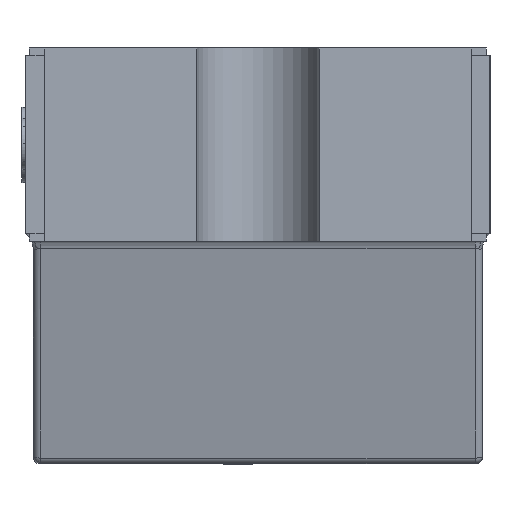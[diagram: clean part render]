
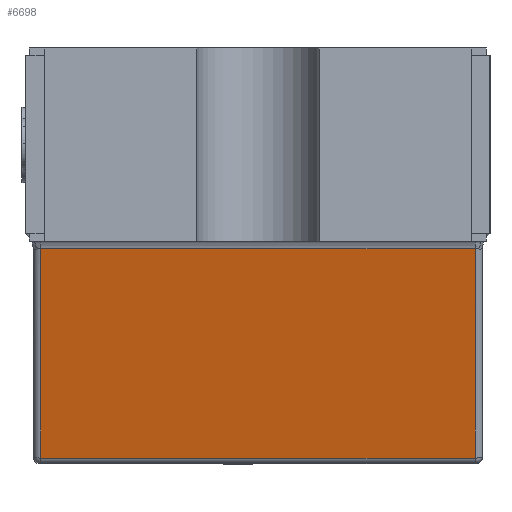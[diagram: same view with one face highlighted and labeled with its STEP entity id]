
A CAD part, left-side view. The second image highlights one B-rep face of the part: STEP entity #6698.
In plain terms, the highlighted planar face has unit normal (-0.98, 0, -0.202).
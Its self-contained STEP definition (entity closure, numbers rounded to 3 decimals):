
#413=PLANE('',#7109);
#635=FACE_OUTER_BOUND('',#1015,.T.);
#1015=EDGE_LOOP('',(#4731,#4732,#4733,#4734));
#1565=LINE('',#9774,#2269);
#1566=LINE('',#9776,#2270);
#1567=LINE('',#9778,#2271);
#1568=LINE('',#9779,#2272);
#2269=VECTOR('',#7709,1000.);
#2270=VECTOR('',#7710,1000.);
#2271=VECTOR('',#7711,1000.);
#2272=VECTOR('',#7712,1000.);
#3091=VERTEX_POINT('',#9772);
#3092=VERTEX_POINT('',#9773);
#3093=VERTEX_POINT('',#9775);
#3094=VERTEX_POINT('',#9777);
#3741=EDGE_CURVE('',#3091,#3092,#1565,.T.);
#3742=EDGE_CURVE('',#3092,#3093,#1566,.T.);
#3743=EDGE_CURVE('',#3093,#3094,#1567,.T.);
#3744=EDGE_CURVE('',#3094,#3091,#1568,.T.);
#4731=ORIENTED_EDGE('',*,*,#3741,.T.);
#4732=ORIENTED_EDGE('',*,*,#3742,.T.);
#4733=ORIENTED_EDGE('',*,*,#3743,.T.);
#4734=ORIENTED_EDGE('',*,*,#3744,.T.);
#6698=ADVANCED_FACE('',(#635),#413,.T.);
#7109=AXIS2_PLACEMENT_3D('',#9771,#7707,#7708);
#7707=DIRECTION('center_axis',(-0.979,0.,-0.202));
#7708=DIRECTION('ref_axis',(-0.202,0.,0.979));
#7709=DIRECTION('',(-0.202,0.,0.979));
#7710=DIRECTION('',(0.,1.,0.));
#7711=DIRECTION('',(0.202,0.,-0.979));
#7712=DIRECTION('',(0.,-1.,0.));
#9771=CARTESIAN_POINT('Origin',(-0.572,-2.156,-0.62));
#9772=CARTESIAN_POINT('',(-0.576,-0.585,-0.604));
#9773=CARTESIAN_POINT('',(-0.692,-0.585,-0.04));
#9774=CARTESIAN_POINT('',(-0.7,-0.585,0.));
#9775=CARTESIAN_POINT('',(-0.692,0.585,-0.04));
#9776=CARTESIAN_POINT('',(-0.692,-2.156,-0.04));
#9777=CARTESIAN_POINT('',(-0.576,0.585,-0.604));
#9778=CARTESIAN_POINT('',(-0.572,0.585,-0.62));
#9779=CARTESIAN_POINT('',(-0.576,-2.156,-0.604));
